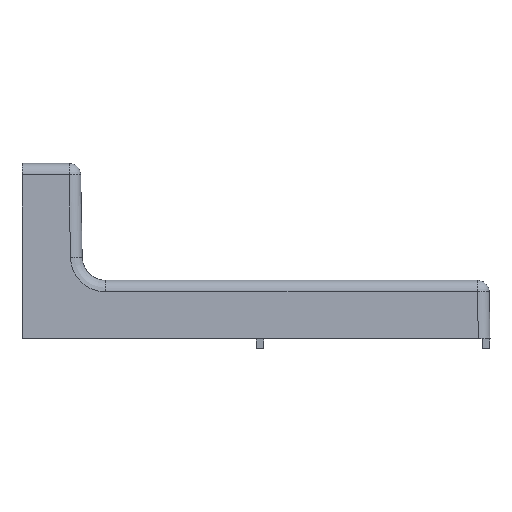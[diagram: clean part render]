
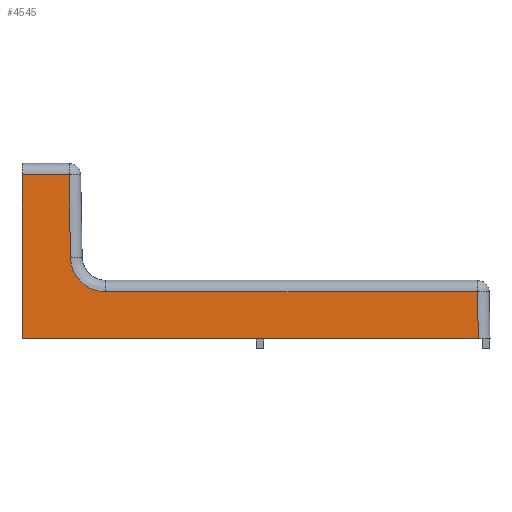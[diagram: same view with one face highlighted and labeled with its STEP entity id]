
A CAD part, top view. The second image highlights one B-rep face of the part: STEP entity #4545.
In plain terms, the highlighted planar face has unit normal (0, 0.018, 1).
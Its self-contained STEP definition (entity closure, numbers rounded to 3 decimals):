
#138 = ORIENTED_EDGE ( 'NONE', *, *, #1034, .T. ) ;
#154 = ORIENTED_EDGE ( 'NONE', *, *, #2444, .T. ) ;
#244 = LINE ( 'NONE', #3420, #5041 ) ;
#254 = DIRECTION ( 'NONE',  ( 0., -1., 0.017 ) ) ;
#279 = CARTESIAN_POINT ( 'NONE',  ( 0., 0., 14.098 ) ) ;
#442 = CARTESIAN_POINT ( 'NONE',  ( 21.57, 12.137, 13.886 ) ) ;
#618 = VERTEX_POINT ( 'NONE', #7483 ) ;
#645 = CARTESIAN_POINT ( 'NONE',  ( 0., 0., 14.098 ) ) ;
#657 = CARTESIAN_POINT ( 'NONE',  ( 120.84, 12.137, 13.886 ) ) ;
#757 = FACE_OUTER_BOUND ( 'NONE', #7226, .T. ) ;
#815 = DIRECTION ( 'NONE',  ( 1., 0., 0. ) ) ;
#819 = LINE ( 'NONE', #657, #4161 ) ;
#919 = LINE ( 'NONE', #2023, #7801 ) ;
#956 = VERTEX_POINT ( 'NONE', #6841 ) ;
#1034 = EDGE_CURVE ( 'NONE', #6839, #6602, #4216, .T. ) ;
#1213 = ORIENTED_EDGE ( 'NONE', *, *, #3732, .T. ) ;
#1429 = DIRECTION ( 'NONE',  ( 0., -1., 0.017 ) ) ;
#1850 = CARTESIAN_POINT ( 'NONE',  ( 120.84, 0., 14.098 ) ) ;
#2006 = LINE ( 'NONE', #7068, #6837 ) ;
#2023 = CARTESIAN_POINT ( 'NONE',  ( 12.908, -1.883, 14.131 ) ) ;
#2115 =( BOUNDED_CURVE ( )  B_SPLINE_CURVE ( 3, ( #442, #2285, #2923, #4818 ),
 .UNSPECIFIED., .F., .F. ) 
 B_SPLINE_CURVE_WITH_KNOTS ( ( 4, 4 ),
 ( 3.142, 4.695 ),
 .UNSPECIFIED. ) 
 CURVE ( )  GEOMETRIC_REPRESENTATION_ITEM ( )  RATIONAL_B_SPLINE_CURVE ( ( 1., 0.809, 0.809, 1. ) ) 
 REPRESENTATION_ITEM ( '' )  );
#2173 = ORIENTED_EDGE ( 'NONE', *, *, #7833, .T. ) ;
#2285 = CARTESIAN_POINT ( 'NONE',  ( 16.334, 12.137, 13.886 ) ) ;
#2444 = EDGE_CURVE ( 'NONE', #5709, #7560, #819, .T. ) ;
#2451 = LINE ( 'NONE', #279, #5803 ) ;
#2594 = EDGE_CURVE ( 'NONE', #6330, #618, #919, .T. ) ;
#2923 = CARTESIAN_POINT ( 'NONE',  ( 12.6, 15.807, 13.822 ) ) ;
#3420 = CARTESIAN_POINT ( 'NONE',  ( 120.84, 42.347, 13.359 ) ) ;
#3732 = EDGE_CURVE ( 'NONE', #956, #6839, #2451, .T. ) ;
#3867 = EDGE_CURVE ( 'NONE', #7560, #6330, #2115, .T. ) ;
#4160 = ORIENTED_EDGE ( 'NONE', *, *, #2594, .T. ) ;
#4161 = VECTOR ( 'NONE', #6905, 1000. ) ;
#4216 = LINE ( 'NONE', #1850, #7362 ) ;
#4234 = CARTESIAN_POINT ( 'NONE',  ( 117.819, 0., 14.098 ) ) ;
#4360 = CARTESIAN_POINT ( 'NONE',  ( 21.57, 12.137, 13.886 ) ) ;
#4430 = ORIENTED_EDGE ( 'NONE', *, *, #4555, .T. ) ;
#4545 = ADVANCED_FACE ( 'NONE', ( #757 ), #4558, .T. ) ;
#4555 = EDGE_CURVE ( 'NONE', #6602, #5709, #2006, .T. ) ;
#4558 = PLANE ( 'NONE',  #4617 ) ;
#4617 = AXIS2_PLACEMENT_3D ( 'NONE', #5797, #5183, #1429 ) ;
#4818 = CARTESIAN_POINT ( 'NONE',  ( 12.508, 21.042, 13.731 ) ) ;
#5041 = VECTOR ( 'NONE', #7835, 1000. ) ;
#5183 = DIRECTION ( 'NONE',  ( 0., 0.017, 1. ) ) ;
#5618 = CARTESIAN_POINT ( 'NONE',  ( 117.608, 12.137, 13.886 ) ) ;
#5709 = VERTEX_POINT ( 'NONE', #5618 ) ;
#5797 = CARTESIAN_POINT ( 'NONE',  ( 120.84, 0., 14.098 ) ) ;
#5803 = VECTOR ( 'NONE', #254, 1000. ) ;
#5834 = DIRECTION ( 'NONE',  ( -0.017, 1., -0.017 ) ) ;
#6330 = VERTEX_POINT ( 'NONE', #8003 ) ;
#6602 = VERTEX_POINT ( 'NONE', #4234 ) ;
#6748 = ORIENTED_EDGE ( 'NONE', *, *, #3867, .T. ) ;
#6837 = VECTOR ( 'NONE', #7723, 1000. ) ;
#6839 = VERTEX_POINT ( 'NONE', #645 ) ;
#6841 = CARTESIAN_POINT ( 'NONE',  ( 0., 42.347, 13.359 ) ) ;
#6905 = DIRECTION ( 'NONE',  ( -1., 0., 0. ) ) ;
#7068 = CARTESIAN_POINT ( 'NONE',  ( 117.82, -0.053, 14.099 ) ) ;
#7226 = EDGE_LOOP ( 'NONE', ( #138, #4430, #154, #6748, #4160, #2173, #1213 ) ) ;
#7362 = VECTOR ( 'NONE', #815, 1000. ) ;
#7483 = CARTESIAN_POINT ( 'NONE',  ( 12.136, 42.347, 13.359 ) ) ;
#7560 = VERTEX_POINT ( 'NONE', #4360 ) ;
#7723 = DIRECTION ( 'NONE',  ( -0.017, 1., -0.017 ) ) ;
#7801 = VECTOR ( 'NONE', #5834, 1000. ) ;
#7833 = EDGE_CURVE ( 'NONE', #618, #956, #244, .T. ) ;
#7835 = DIRECTION ( 'NONE',  ( -1., 0., 0. ) ) ;
#8003 = CARTESIAN_POINT ( 'NONE',  ( 12.508, 21.042, 13.731 ) ) ;
